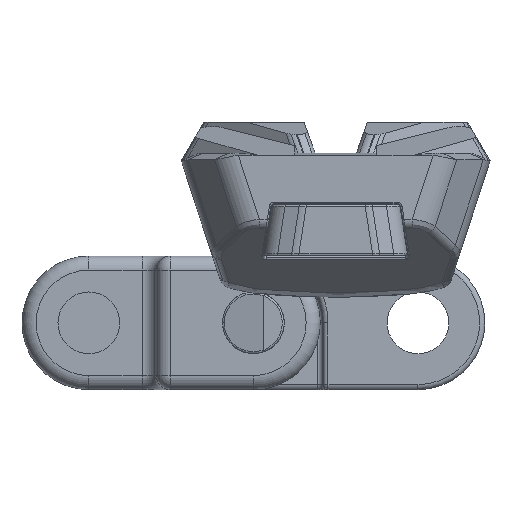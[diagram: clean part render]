
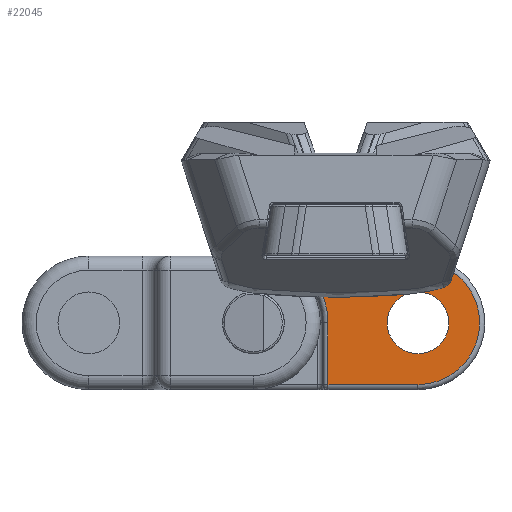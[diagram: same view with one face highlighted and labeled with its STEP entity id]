
A CAD part, front view. The second image highlights one B-rep face of the part: STEP entity #22045.
In plain terms, the highlighted planar face has unit normal (0, -1, 0).
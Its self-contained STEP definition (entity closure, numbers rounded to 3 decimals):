
#111 = VECTOR ( 'NONE', #13592, 1000. ) ;
#147 = ORIENTED_EDGE ( 'NONE', *, *, #5477, .T. ) ;
#859 = EDGE_LOOP ( 'NONE', ( #33410, #31353, #31222, #34673, #27691, #19787, #10790, #37325 ) ) ;
#1117 = CIRCLE ( 'NONE', #5994, 3. ) ;
#1589 = DIRECTION ( 'NONE',  ( 0., 0., 1. ) ) ;
#4097 = VERTEX_POINT ( 'NONE', #33998 ) ;
#4505 = VERTEX_POINT ( 'NONE', #35717 ) ;
#4880 = EDGE_CURVE ( 'NONE', #13036, #4097, #15774, .T. ) ;
#4964 = VERTEX_POINT ( 'NONE', #11591 ) ;
#5282 = DIRECTION ( 'NONE',  ( 0., -1., 0. ) ) ;
#5477 = EDGE_CURVE ( 'NONE', #16442, #4505, #35897, .T. ) ;
#5802 = DIRECTION ( 'NONE',  ( 0., 1., 0. ) ) ;
#5994 = AXIS2_PLACEMENT_3D ( 'NONE', #25370, #31401, #13087 ) ;
#6135 = CARTESIAN_POINT ( 'NONE',  ( 8., -4.585, 3. ) ) ;
#6147 = CARTESIAN_POINT ( 'NONE',  ( 2.286, -4.585, 2.841 ) ) ;
#6630 = CARTESIAN_POINT ( 'NONE',  ( 6.563, -4.585, -1.437 ) ) ;
#6960 = CARTESIAN_POINT ( 'NONE',  ( 3.375, -4.585, -3. ) ) ;
#7103 = VECTOR ( 'NONE', #29746, 1000. ) ;
#7177 = AXIS2_PLACEMENT_3D ( 'NONE', #8363, #5282, #39159 ) ;
#7568 = CARTESIAN_POINT ( 'NONE',  ( 3.625, -4.585, 0. ) ) ;
#8073 = EDGE_CURVE ( 'NONE', #13806, #4964, #36400, .T. ) ;
#8363 = CARTESIAN_POINT ( 'NONE',  ( 0.695, -4.585, 1.25 ) ) ;
#8934 = EDGE_CURVE ( 'NONE', #4505, #16442, #31521, .T. ) ;
#9241 = DIRECTION ( 'NONE',  ( 0., 0., 1. ) ) ;
#10007 = DIRECTION ( 'NONE',  ( 1., 0., 0. ) ) ;
#10364 = VERTEX_POINT ( 'NONE', #6147 ) ;
#10677 = LINE ( 'NONE', #7568, #111 ) ;
#10790 = ORIENTED_EDGE ( 'NONE', *, *, #31268, .F. ) ;
#11591 = CARTESIAN_POINT ( 'NONE',  ( 3.625, -4.585, -3. ) ) ;
#11966 = VECTOR ( 'NONE', #34033, 1000. ) ;
#12731 = PLANE ( 'NONE',  #21183 ) ;
#13036 = VERTEX_POINT ( 'NONE', #38394 ) ;
#13087 = DIRECTION ( 'NONE',  ( 0., 0., 1. ) ) ;
#13319 = CARTESIAN_POINT ( 'NONE',  ( 0., -4.585, 0. ) ) ;
#13559 = EDGE_CURVE ( 'NONE', #4097, #10364, #27022, .T. ) ;
#13592 = DIRECTION ( 'NONE',  ( 0., 0., 1. ) ) ;
#13806 = VERTEX_POINT ( 'NONE', #26607 ) ;
#13842 = DIRECTION ( 'NONE',  ( 0., -1., 0. ) ) ;
#14101 = CARTESIAN_POINT ( 'NONE',  ( 8., -4.585, 3. ) ) ;
#14288 = EDGE_CURVE ( 'NONE', #18048, #13806, #1117, .T. ) ;
#14479 = EDGE_CURVE ( 'NONE', #4964, #13036, #10677, .T. ) ;
#15648 = DIRECTION ( 'NONE',  ( 0., -1., 0. ) ) ;
#15774 = CIRCLE ( 'NONE', #37759, 3.625 ) ;
#15930 = CARTESIAN_POINT ( 'NONE',  ( 2.109, -4.585, 3. ) ) ;
#16442 = VERTEX_POINT ( 'NONE', #33187 ) ;
#17793 = AXIS2_PLACEMENT_3D ( 'NONE', #30428, #5802, #36497 ) ;
#18048 = VERTEX_POINT ( 'NONE', #6135 ) ;
#19787 = ORIENTED_EDGE ( 'NONE', *, *, #14288, .F. ) ;
#20083 = VERTEX_POINT ( 'NONE', #34359 ) ;
#21183 = AXIS2_PLACEMENT_3D ( 'NONE', #22040, #15648, #9241 ) ;
#22040 = CARTESIAN_POINT ( 'NONE',  ( 8., -4.585, 0. ) ) ;
#22045 = ADVANCED_FACE ( 'NONE', ( #22245, #35712 ), #12731, .T. ) ;
#22245 = FACE_BOUND ( 'NONE', #38843, .T. ) ;
#25257 = CARTESIAN_POINT ( 'NONE',  ( 8., -4.585, 3. ) ) ;
#25370 = CARTESIAN_POINT ( 'NONE',  ( 8., -4.585, 0. ) ) ;
#25417 = AXIS2_PLACEMENT_3D ( 'NONE', #34831, #25708, #1589 ) ;
#25708 = DIRECTION ( 'NONE',  ( 0., 1., 0. ) ) ;
#25923 = EDGE_CURVE ( 'NONE', #34679, #20083, #29140, .T. ) ;
#26607 = CARTESIAN_POINT ( 'NONE',  ( 8., -4.585, -3. ) ) ;
#27022 = LINE ( 'NONE', #6630, #33248 ) ;
#27613 = LINE ( 'NONE', #25257, #37246 ) ;
#27691 = ORIENTED_EDGE ( 'NONE', *, *, #8073, .F. ) ;
#28690 = DIRECTION ( 'NONE',  ( 0., 0., 1. ) ) ;
#29140 = LINE ( 'NONE', #14101, #7103 ) ;
#29746 = DIRECTION ( 'NONE',  ( 1., 0., 0. ) ) ;
#30428 = CARTESIAN_POINT ( 'NONE',  ( 8., -4.585, 0. ) ) ;
#30988 = DIRECTION ( 'NONE',  ( -0.707, 0., 0.707 ) ) ;
#31222 = ORIENTED_EDGE ( 'NONE', *, *, #4880, .F. ) ;
#31268 = EDGE_CURVE ( 'NONE', #20083, #18048, #27613, .T. ) ;
#31353 = ORIENTED_EDGE ( 'NONE', *, *, #13559, .F. ) ;
#31401 = DIRECTION ( 'NONE',  ( 0., 1., 0. ) ) ;
#31521 = CIRCLE ( 'NONE', #17793, 1.5 ) ;
#32019 = EDGE_CURVE ( 'NONE', #10364, #34679, #38615, .T. ) ;
#33187 = CARTESIAN_POINT ( 'NONE',  ( 8., -4.585, -1.5 ) ) ;
#33248 = VECTOR ( 'NONE', #30988, 1000. ) ;
#33410 = ORIENTED_EDGE ( 'NONE', *, *, #32019, .F. ) ;
#33998 = CARTESIAN_POINT ( 'NONE',  ( 2.563, -4.585, 2.563 ) ) ;
#34033 = DIRECTION ( 'NONE',  ( -1., 0., 0. ) ) ;
#34359 = CARTESIAN_POINT ( 'NONE',  ( 7.286, -4.585, 3. ) ) ;
#34673 = ORIENTED_EDGE ( 'NONE', *, *, #14479, .F. ) ;
#34679 = VERTEX_POINT ( 'NONE', #15930 ) ;
#34831 = CARTESIAN_POINT ( 'NONE',  ( 8., -4.585, 0. ) ) ;
#35712 = FACE_OUTER_BOUND ( 'NONE', #859, .T. ) ;
#35717 = CARTESIAN_POINT ( 'NONE',  ( 8., -4.585, 1.5 ) ) ;
#35897 = CIRCLE ( 'NONE', #25417, 1.5 ) ;
#36400 = LINE ( 'NONE', #6960, #11966 ) ;
#36497 = DIRECTION ( 'NONE',  ( 0., 0., 1. ) ) ;
#37246 = VECTOR ( 'NONE', #10007, 1000. ) ;
#37325 = ORIENTED_EDGE ( 'NONE', *, *, #25923, .F. ) ;
#37759 = AXIS2_PLACEMENT_3D ( 'NONE', #13319, #13842, #28690 ) ;
#38394 = CARTESIAN_POINT ( 'NONE',  ( 3.625, -4.585, 0. ) ) ;
#38615 = CIRCLE ( 'NONE', #7177, 2.25 ) ;
#38843 = EDGE_LOOP ( 'NONE', ( #147, #39177 ) ) ;
#39159 = DIRECTION ( 'NONE',  ( 0., 0., 1. ) ) ;
#39177 = ORIENTED_EDGE ( 'NONE', *, *, #8934, .T. ) ;
